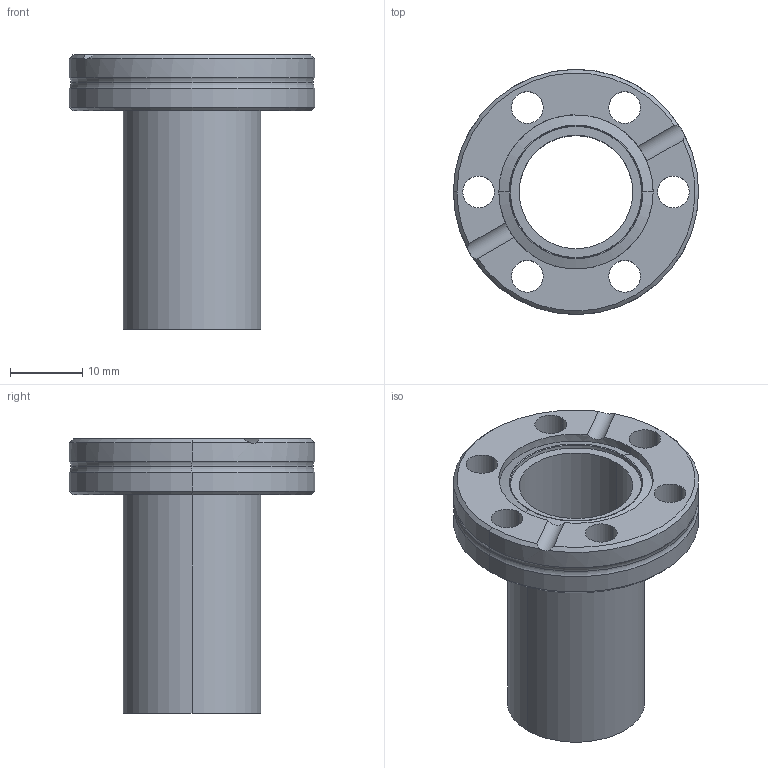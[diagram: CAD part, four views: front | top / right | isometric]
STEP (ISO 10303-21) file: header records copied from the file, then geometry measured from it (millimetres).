
FILE_DESCRIPTION (( 'STEP AP214' ), '1' );
FILE_NAME ('420FRD016-19-38.stp', '2017-06-06T08:07:54', ( '' ), ( '' ), 'SwSTEP 2.0', 'SolidWorks 2015', '' );
FILE_SCHEMA (( 'AUTOMOTIVE_DESIGN' ));
Length unit declared in the file: millimetre
Products named in the file (1): 420FRD016-19-38
Bounding box: 34 x 34 x 38 mm (x, y, z)
Volume: 7254.6 mm3; surface area: 6883.6 mm2
Topology: 1 solids, 2 shells, 57 faces, 134 edges, 83 vertices
Faces by surface type: cylinder 30, cone 11, torus 8, plane 8
Entity records: 2392 total; most frequent: CARTESIAN_POINT 331, DIRECTION 327, ORIENTED_EDGE 268, AXIS2_PLACEMENT_3D 143, EDGE_CURVE 134, CIRCLE 85, VERTEX_POINT 83, EDGE_LOOP 75
